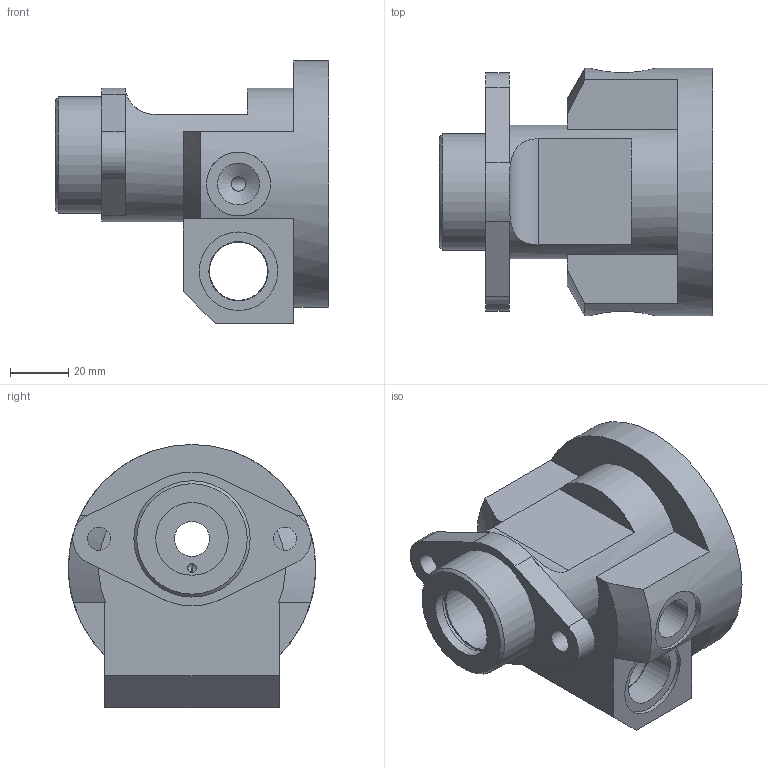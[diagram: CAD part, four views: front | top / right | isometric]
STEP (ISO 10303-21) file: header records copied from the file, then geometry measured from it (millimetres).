
FILE_DESCRIPTION(/* description */ (''),/* implementation_level */ '2;1');
FILE_NAME(/* name */ 'Part 097.stp',/* time_stamp */ '2015-03-02T15:54:58+02:00',/* author */ ('SFC'),/* organization */ (''),/* preprocessor_version */ 'ST-DEVELOPER v15.2',/* originating_system */ 'Autodesk Inventor 2014',/* authorisation */ '');
FILE_SCHEMA (('AUTOMOTIVE_DESIGN { 1 0 10303 214 3 1 1 }'));
Length unit declared in the file: millimetre
Products named in the file (1): Part 097
Bounding box: 94 x 85 x 90.5 mm (x, y, z)
Volume: 269720.7 mm3; surface area: 47881.5 mm2
Topology: 1 solids, 1 shells, 89 faces, 235 edges, 154 vertices
Faces by surface type: cylinder 36, plane 35, cone 18
Full cylindrical faces by diameter (mm): 3 x2, 4 x2, 4.917 x1, 5 x7, 8 x2, 8.376 x1, 12 x1, 14.376 x2, 20 x1, 20.376 x2, 22 x2, 25 x2, 26.2 x1, 27 x2, 40 x1, 46 x1, 85 x1
Entity records: 2682 total; most frequent: CARTESIAN_POINT 716, DIRECTION 393, ORIENTED_EDGE 322, AXIS2_PLACEMENT_3D 171, EDGE_LOOP 161, EDGE_CURVE 160, VERTEX_POINT 127, FACE_BOUND 90
